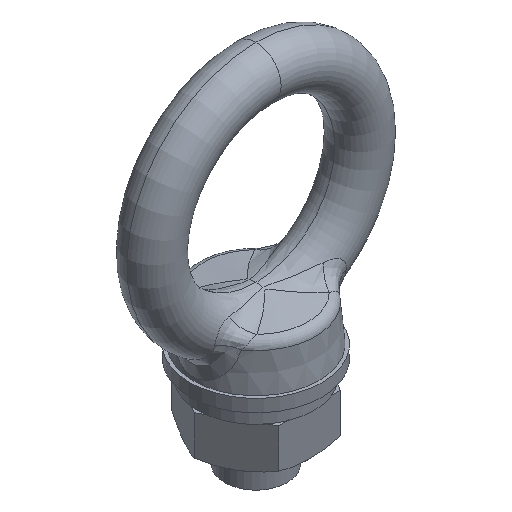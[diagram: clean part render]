
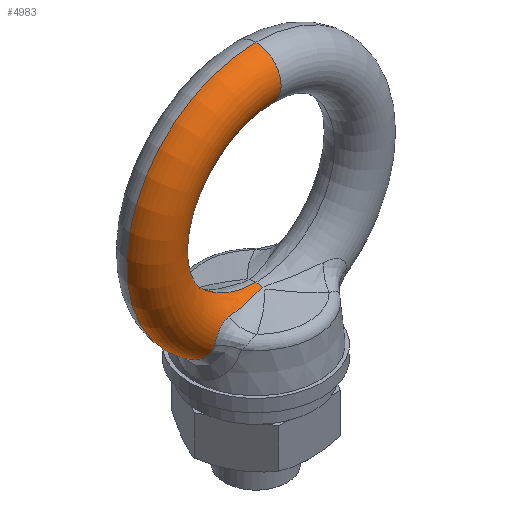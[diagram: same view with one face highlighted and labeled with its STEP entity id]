
A CAD part, isometric view. The second image highlights one B-rep face of the part: STEP entity #4983.
In plain terms, the highlighted toroidal (fillet/blend) face has major radius 16.5 mm and minor radius 4 mm.
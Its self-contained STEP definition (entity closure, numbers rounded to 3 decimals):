
#1899 = DIRECTION ( 'NONE',  ( 0., 0., -1. ) ) ;
#1900 = DIRECTION ( 'NONE',  ( 0., -1., 0. ) ) ;
#1901 = CARTESIAN_POINT ( 'NONE',  ( 0., 0., 0. ) ) ;
#1902 = AXIS2_PLACEMENT_3D ( 'NONE', #1901, #1900, #1899 ) ;
#1903 = CIRCLE ( 'NONE', #1902, 12.5 ) ;
#4969 = ORIENTED_EDGE ( 'NONE', *, *, #4970, .T. ) ;
#4970 = EDGE_CURVE ( 'NONE', #4985, #4971, #8178, .T. ) ;
#4971 = VERTEX_POINT ( 'NONE', #8179 ) ;
#4972 = ORIENTED_EDGE ( 'NONE', *, *, #4973, .T. ) ;
#4973 = EDGE_CURVE ( 'NONE', #4971, #4974, #8172, .T. ) ;
#4974 = VERTEX_POINT ( 'NONE', #8173 ) ;
#4983 = ADVANCED_FACE ( 'NONE', ( #8201 ), #8199, .T. ) ;
#4984 = EDGE_LOOP ( 'NONE', ( #4993, #4969, #4972, #5009, #5012, #4998, #5058 ) ) ;
#4985 = VERTEX_POINT ( 'NONE', #8195 ) ;
#4993 = ORIENTED_EDGE ( 'NONE', *, *, #4994, .F. ) ;
#4994 = EDGE_CURVE ( 'NONE', #4985, #4995, #8220, .T. ) ;
#4995 = VERTEX_POINT ( 'NONE', #8215 ) ;
#4996 = EDGE_CURVE ( 'NONE', #5011, #4997, #8214, .T. ) ;
#4997 = VERTEX_POINT ( 'NONE', #8213 ) ;
#4998 = ORIENTED_EDGE ( 'NONE', *, *, #4999, .T. ) ;
#4999 = EDGE_CURVE ( 'NONE', #4997, #5000, #8212, .T. ) ;
#5000 = VERTEX_POINT ( 'NONE', #8266 ) ;
#5009 = ORIENTED_EDGE ( 'NONE', *, *, #5010, .T. ) ;
#5010 = EDGE_CURVE ( 'NONE', #4974, #5011, #8302, .T. ) ;
#5011 = VERTEX_POINT ( 'NONE', #8301 ) ;
#5012 = ORIENTED_EDGE ( 'NONE', *, *, #4996, .T. ) ;
#5058 = ORIENTED_EDGE ( 'NONE', *, *, #5059, .F. ) ;
#5059 = EDGE_CURVE ( 'NONE', #4995, #5000, #1903, .T. ) ;
#8144 = CARTESIAN_POINT ( 'NONE',  ( -10.433, -3.877, -14.029 ) ) ;
#8145 = CARTESIAN_POINT ( 'NONE',  ( -10.435, -3.831, -14.253 ) ) ;
#8146 = CARTESIAN_POINT ( 'NONE',  ( -10.455, -3.77, -14.473 ) ) ;
#8147 = CARTESIAN_POINT ( 'NONE',  ( -10.531, -3.608, -14.893 ) ) ;
#8148 = CARTESIAN_POINT ( 'NONE',  ( -10.585, -3.51, -15.089 ) ) ;
#8149 = CARTESIAN_POINT ( 'NONE',  ( -10.716, -3.277, -15.453 ) ) ;
#8150 = CARTESIAN_POINT ( 'NONE',  ( -10.793, -3.14, -15.622 ) ) ;
#8151 = CARTESIAN_POINT ( 'NONE',  ( -10.951, -2.843, -15.92 ) ) ;
#8152 = CARTESIAN_POINT ( 'NONE',  ( -11.032, -2.68, -16.052 ) ) ;
#8153 = CARTESIAN_POINT ( 'NONE',  ( -11.19, -2.329, -16.286 ) ) ;
#8154 = CARTESIAN_POINT ( 'NONE',  ( -11.267, -2.139, -16.388 ) ) ;
#8155 = CARTESIAN_POINT ( 'NONE',  ( -11.402, -1.745, -16.561 ) ) ;
#8156 = CARTESIAN_POINT ( 'NONE',  ( -11.462, -1.54, -16.631 ) ) ;
#8157 = CARTESIAN_POINT ( 'NONE',  ( -11.561, -1.115, -16.745 ) ) ;
#8158 = CARTESIAN_POINT ( 'NONE',  ( -11.6, -0.893, -16.788 ) ) ;
#8159 = CARTESIAN_POINT ( 'NONE',  ( -11.651, -0.449, -16.844 ) ) ;
#8160 = CARTESIAN_POINT ( 'NONE',  ( -11.665, -0.226, -16.858 ) ) ;
#8171 = CARTESIAN_POINT ( 'NONE',  ( -11.665, 0., -16.858 ) ) ;
#8172 = B_SPLINE_CURVE_WITH_KNOTS ( 'NONE', 3,
 ( #8171, #8160, #8159, #8158, #8157, #8156, #8155, #8154, #8153, #8152, #8151, #8150, #8149, #8148, #8147, #8146, #8145, #8144 ),
 .UNSPECIFIED., .F., .F.,
 ( 4, 2, 2, 2, 2, 2, 2, 2, 4 ),
 ( 0.005, 0.006, 0.007, 0.007, 0.008, 0.009, 0.009, 0.01, 0.011 ),
 .UNSPECIFIED. ) ;
#8173 = CARTESIAN_POINT ( 'NONE',  ( -10.433, -3.877, -14.029 ) ) ;
#8174 = DIRECTION ( 'NONE',  ( 0., 0., -1. ) ) ;
#8175 = DIRECTION ( 'NONE',  ( 0., -1., 0. ) ) ;
#8176 = CARTESIAN_POINT ( 'NONE',  ( 0., 0., 0. ) ) ;
#8177 = AXIS2_PLACEMENT_3D ( 'NONE', #8176, #8175, #8174 ) ;
#8178 = CIRCLE ( 'NONE', #8177, 20.5 ) ;
#8179 = CARTESIAN_POINT ( 'NONE',  ( -11.665, 0., -16.858 ) ) ;
#8195 = CARTESIAN_POINT ( 'NONE',  ( 0., 0., 20.5 ) ) ;
#8196 = DIRECTION ( 'NONE',  ( 0., 0., -1. ) ) ;
#8197 = DIRECTION ( 'NONE',  ( 0., -1., 0. ) ) ;
#8198 = AXIS2_PLACEMENT_3D ( 'NONE', #8200, #8197, #8196 ) ;
#8199 = TOROIDAL_SURFACE ( 'NONE', #8198, 16.5, 4. ) ;
#8200 = CARTESIAN_POINT ( 'NONE',  ( 0., 0., 0. ) ) ;
#8201 = FACE_OUTER_BOUND ( 'NONE', #4984, .T. ) ;
#8207 = CARTESIAN_POINT ( 'NONE',  ( -2.529, -1.677, -12.627 ) ) ;
#8208 = CARTESIAN_POINT ( 'NONE',  ( -3.148, -1.876, -12.586 ) ) ;
#8209 = CARTESIAN_POINT ( 'NONE',  ( -5.005, -2.461, -12.398 ) ) ;
#8210 = CARTESIAN_POINT ( 'NONE',  ( -6.234, -2.844, -12.183 ) ) ;
#8211 = CARTESIAN_POINT ( 'NONE',  ( -7.468, -3.177, -11.925 ) ) ;
#8212 = CIRCLE ( 'NONE', #8270, 4. ) ;
#8213 = CARTESIAN_POINT ( 'NONE',  ( 0., -1.069, -12.645 ) ) ;
#8214 = B_SPLINE_CURVE_WITH_KNOTS ( 'NONE', 3,
 ( #8211, #8210, #8209, #8208, #8207, #8275, #8274, #8273, #8272, #8271 ),
 .UNSPECIFIED., .F., .F.,
 ( 4, 2, 2, 2, 4 ),
 ( 0., 0.004, 0.006, 0.007, 0.008 ),
 .UNSPECIFIED. ) ;
#8215 = CARTESIAN_POINT ( 'NONE',  ( 0., 0., 12.5 ) ) ;
#8216 = DIRECTION ( 'NONE',  ( 0., 0., -1. ) ) ;
#8217 = DIRECTION ( 'NONE',  ( 1., 0., 0. ) ) ;
#8218 = CARTESIAN_POINT ( 'NONE',  ( 0., 0., 16.5 ) ) ;
#8219 = AXIS2_PLACEMENT_3D ( 'NONE', #8218, #8217, #8216 ) ;
#8220 = CIRCLE ( 'NONE', #8219, 4. ) ;
#8266 = CARTESIAN_POINT ( 'NONE',  ( 0., 0., -12.5 ) ) ;
#8267 = DIRECTION ( 'NONE',  ( 0., 0., 1. ) ) ;
#8268 = DIRECTION ( 'NONE',  ( -1., 0., 0. ) ) ;
#8269 = CARTESIAN_POINT ( 'NONE',  ( 0., 0., -16.5 ) ) ;
#8270 = AXIS2_PLACEMENT_3D ( 'NONE', #8269, #8268, #8267 ) ;
#8271 = CARTESIAN_POINT ( 'NONE',  ( 0., -1.069, -12.645 ) ) ;
#8272 = CARTESIAN_POINT ( 'NONE',  ( -0.327, -1.069, -12.645 ) ) ;
#8273 = CARTESIAN_POINT ( 'NONE',  ( -0.649, -1.135, -12.651 ) ) ;
#8274 = CARTESIAN_POINT ( 'NONE',  ( -1.281, -1.295, -12.654 ) ) ;
#8275 = CARTESIAN_POINT ( 'NONE',  ( -1.594, -1.39, -12.652 ) ) ;
#8281 = CARTESIAN_POINT ( 'NONE',  ( -7.468, -3.177, -11.925 ) ) ;
#8282 = CARTESIAN_POINT ( 'NONE',  ( -7.82, -3.273, -11.851 ) ) ;
#8283 = CARTESIAN_POINT ( 'NONE',  ( -8.17, -3.383, -11.802 ) ) ;
#8284 = CARTESIAN_POINT ( 'NONE',  ( -8.695, -3.563, -11.825 ) ) ;
#8285 = CARTESIAN_POINT ( 'NONE',  ( -8.871, -3.625, -11.849 ) ) ;
#8286 = CARTESIAN_POINT ( 'NONE',  ( -9.212, -3.744, -11.946 ) ) ;
#8287 = CARTESIAN_POINT ( 'NONE',  ( -9.374, -3.801, -12.018 ) ) ;
#8288 = CARTESIAN_POINT ( 'NONE',  ( -9.674, -3.897, -12.213 ) ) ;
#8289 = CARTESIAN_POINT ( 'NONE',  ( -9.811, -3.936, -12.338 ) ) ;
#8290 = CARTESIAN_POINT ( 'NONE',  ( -10.044, -3.988, -12.627 ) ) ;
#8291 = CARTESIAN_POINT ( 'NONE',  ( -10.138, -4., -12.786 ) ) ;
#8292 = CARTESIAN_POINT ( 'NONE',  ( -10.288, -4., -13.128 ) ) ;
#8293 = CARTESIAN_POINT ( 'NONE',  ( -10.342, -3.988, -13.307 ) ) ;
#8294 = CARTESIAN_POINT ( 'NONE',  ( -10.413, -3.945, -13.665 ) ) ;
#8295 = CARTESIAN_POINT ( 'NONE',  ( -10.431, -3.915, -13.846 ) ) ;
#8296 = CARTESIAN_POINT ( 'NONE',  ( -10.433, -3.877, -14.029 ) ) ;
#8301 = CARTESIAN_POINT ( 'NONE',  ( -7.468, -3.177, -11.925 ) ) ;
#8302 = B_SPLINE_CURVE_WITH_KNOTS ( 'NONE', 3,
 ( #8296, #8295, #8294, #8293, #8292, #8291, #8290, #8289, #8288, #8287, #8286, #8285, #8284, #8283, #8282, #8281 ),
 .UNSPECIFIED., .F., .F.,
 ( 4, 2, 2, 2, 2, 2, 2, 4 ),
 ( 0., 0.001, 0.001, 0.002, 0.002, 0.003, 0.003, 0.004 ),
 .UNSPECIFIED. ) ;
